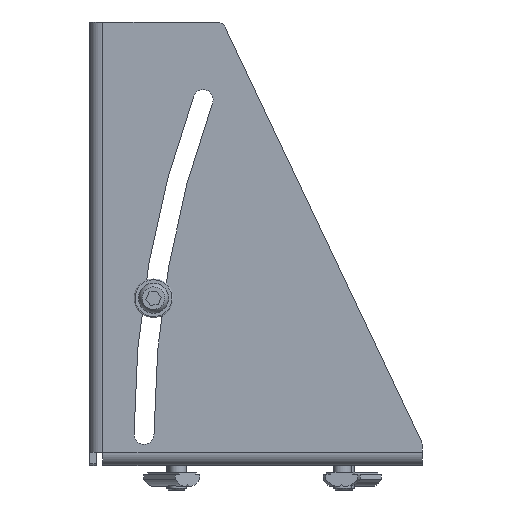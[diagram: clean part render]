
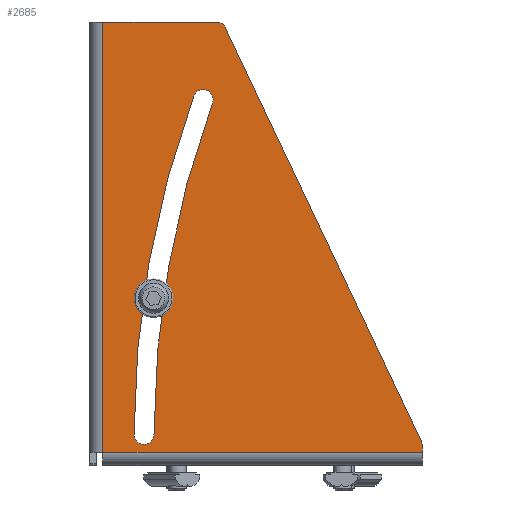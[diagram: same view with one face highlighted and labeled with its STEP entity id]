
A CAD part, front view. The second image highlights one B-rep face of the part: STEP entity #2685.
In plain terms, the highlighted planar face has unit normal (0, -1, 0).
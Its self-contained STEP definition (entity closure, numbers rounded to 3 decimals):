
#156=FACE_BOUND('',#433,.T.);
#181=PLANE('',#2942);
#278=FACE_OUTER_BOUND('',#432,.T.);
#432=EDGE_LOOP('',(#1914,#1915,#1916,#1917,#1918,#1919,#1920));
#433=EDGE_LOOP('',(#1921,#1922,#1923,#1924));
#622=LINE('',#4212,#854);
#623=LINE('',#4216,#855);
#624=LINE('',#4218,#856);
#625=LINE('',#4220,#857);
#626=LINE('',#4221,#858);
#854=VECTOR('',#3338,206.807);
#855=VECTOR('',#3341,51.469);
#856=VECTOR('',#3342,194.);
#857=VECTOR('',#3343,144.);
#858=VECTOR('',#3344,3.101);
#1064=CIRCLE('',#2941,4.);
#1065=CIRCLE('',#2943,4.);
#1066=CIRCLE('',#2944,446.);
#1067=CIRCLE('',#2945,4.5);
#1068=CIRCLE('',#2946,437.);
#1069=CIRCLE('',#2947,4.5);
#1229=VERTEX_POINT('',#4205);
#1230=VERTEX_POINT('',#4207);
#1231=VERTEX_POINT('',#4211);
#1232=VERTEX_POINT('',#4213);
#1233=VERTEX_POINT('',#4215);
#1234=VERTEX_POINT('',#4217);
#1235=VERTEX_POINT('',#4219);
#1236=VERTEX_POINT('',#4222);
#1237=VERTEX_POINT('',#4223);
#1238=VERTEX_POINT('',#4225);
#1239=VERTEX_POINT('',#4227);
#1496=EDGE_CURVE('',#1229,#1230,#1064,.T.);
#1498=EDGE_CURVE('',#1231,#1229,#622,.T.);
#1499=EDGE_CURVE('',#1232,#1231,#1065,.T.);
#1500=EDGE_CURVE('',#1233,#1232,#623,.T.);
#1501=EDGE_CURVE('',#1234,#1233,#624,.T.);
#1502=EDGE_CURVE('',#1235,#1234,#625,.T.);
#1503=EDGE_CURVE('',#1235,#1230,#626,.T.);
#1504=EDGE_CURVE('',#1236,#1237,#1066,.T.);
#1505=EDGE_CURVE('',#1238,#1236,#1067,.T.);
#1506=EDGE_CURVE('',#1239,#1238,#1068,.T.);
#1507=EDGE_CURVE('',#1237,#1239,#1069,.T.);
#1914=ORIENTED_EDGE('',*,*,#1496,.F.);
#1915=ORIENTED_EDGE('',*,*,#1498,.F.);
#1916=ORIENTED_EDGE('',*,*,#1499,.F.);
#1917=ORIENTED_EDGE('',*,*,#1500,.F.);
#1918=ORIENTED_EDGE('',*,*,#1501,.F.);
#1919=ORIENTED_EDGE('',*,*,#1502,.F.);
#1920=ORIENTED_EDGE('',*,*,#1503,.T.);
#1921=ORIENTED_EDGE('',*,*,#1504,.F.);
#1922=ORIENTED_EDGE('',*,*,#1505,.F.);
#1923=ORIENTED_EDGE('',*,*,#1506,.F.);
#1924=ORIENTED_EDGE('',*,*,#1507,.F.);
#2685=ADVANCED_FACE('',(#278,#156),#181,.F.);
#2941=AXIS2_PLACEMENT_3D('',#4208,#3333,#3334);
#2942=AXIS2_PLACEMENT_3D('',#4210,#3336,#3337);
#2943=AXIS2_PLACEMENT_3D('',#4214,#3339,#3340);
#2944=AXIS2_PLACEMENT_3D('',#4224,#3345,#3346);
#2945=AXIS2_PLACEMENT_3D('',#4226,#3347,#3348);
#2946=AXIS2_PLACEMENT_3D('',#4228,#3349,#3350);
#2947=AXIS2_PLACEMENT_3D('',#4229,#3351,#3352);
#3333=DIRECTION('center_axis',(0.,1.,0.));
#3334=DIRECTION('ref_axis',(0.976,0.,0.219));
#3336=DIRECTION('center_axis',(0.,1.,0.));
#3337=DIRECTION('ref_axis',(0.,0.,1.));
#3338=DIRECTION('',(0.428,0.,-0.904));
#3339=DIRECTION('center_axis',(0.,1.,0.));
#3340=DIRECTION('ref_axis',(0.535,0.,0.845));
#3341=DIRECTION('',(1.,0.,0.));
#3342=DIRECTION('',(0.,0.,1.));
#3343=DIRECTION('',(-1.,0.,0.));
#3344=DIRECTION('',(0.,0.,1.));
#3345=DIRECTION('center_axis',(0.,-1.,0.));
#3346=DIRECTION('ref_axis',(1.,0.,0.));
#3347=DIRECTION('center_axis',(0.,-1.,0.));
#3348=DIRECTION('ref_axis',(0.94,0.,-0.342));
#3349=DIRECTION('center_axis',(0.,1.,0.));
#3350=DIRECTION('ref_axis',(-1.,0.,0.));
#3351=DIRECTION('center_axis',(0.,-1.,0.));
#3352=DIRECTION('ref_axis',(-1.,0.,0.));
#4205=CARTESIAN_POINT('',(74.615,3.,-139.187));
#4207=CARTESIAN_POINT('',(75.,3.,-140.899));
#4208=CARTESIAN_POINT('Origin',(71.,3.,-140.899));
#4210=CARTESIAN_POINT('Origin',(0.,3.,0.));
#4211=CARTESIAN_POINT('',(-13.916,3.,47.712));
#4212=CARTESIAN_POINT('',(41.046,3.,-68.32));
#4213=CARTESIAN_POINT('',(-17.531,3.,50.));
#4214=CARTESIAN_POINT('Origin',(-17.531,3.,46.));
#4215=CARTESIAN_POINT('',(-69.,3.,50.));
#4216=CARTESIAN_POINT('',(-7.5,3.,50.));
#4217=CARTESIAN_POINT('',(-69.,3.,-144.));
#4218=CARTESIAN_POINT('',(-69.,3.,-75.));
#4219=CARTESIAN_POINT('',(75.,3.,-144.));
#4220=CARTESIAN_POINT('',(37.5,3.,-144.));
#4221=CARTESIAN_POINT('',(75.,3.,150.));
#4222=CARTESIAN_POINT('',(-28.103,3.,16.541));
#4223=CARTESIAN_POINT('',(-55.,3.,-136.));
#4224=CARTESIAN_POINT('Origin',(391.,3.,-136.));
#4225=CARTESIAN_POINT('',(-19.646,3.,13.463));
#4226=CARTESIAN_POINT('Origin',(-23.874,3.,15.002));
#4227=CARTESIAN_POINT('',(-46.,3.,-136.));
#4228=CARTESIAN_POINT('Origin',(391.,3.,-136.));
#4229=CARTESIAN_POINT('Origin',(-50.5,3.,-136.));
